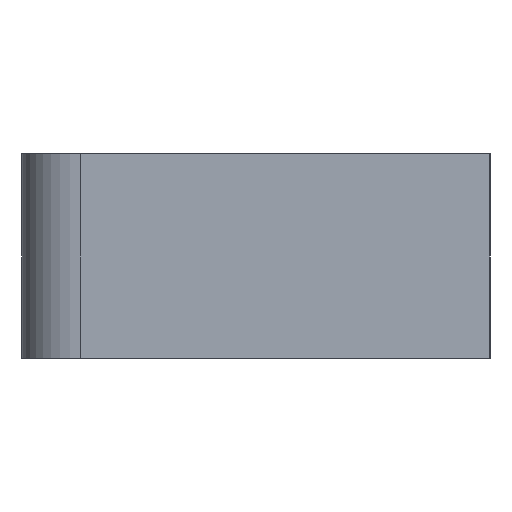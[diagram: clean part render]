
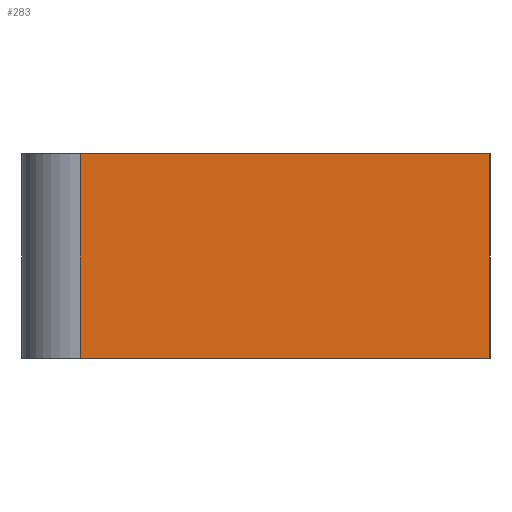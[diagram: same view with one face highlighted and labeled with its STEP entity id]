
A CAD part, left-side view. The second image highlights one B-rep face of the part: STEP entity #283.
In plain terms, the highlighted planar face has unit normal (-1, 0, 0).
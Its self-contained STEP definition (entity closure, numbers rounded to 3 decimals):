
#26=FACE_OUTER_BOUND('',#43,.T.);
#43=EDGE_LOOP('',(#208,#209,#210,#211));
#73=LINE('',#445,#102);
#76=LINE('',#458,#105);
#78=LINE('',#462,#107);
#79=LINE('',#463,#108);
#102=VECTOR('',#359,10.);
#105=VECTOR('',#370,10.);
#107=VECTOR('',#374,10.);
#108=VECTOR('',#375,10.);
#130=VERTEX_POINT('',#436);
#134=VERTEX_POINT('',#443);
#140=VERTEX_POINT('',#456);
#141=VERTEX_POINT('',#461);
#160=EDGE_CURVE('',#134,#130,#73,.T.);
#166=EDGE_CURVE('',#140,#134,#76,.T.);
#168=EDGE_CURVE('',#141,#140,#78,.T.);
#169=EDGE_CURVE('',#130,#141,#79,.T.);
#208=ORIENTED_EDGE('',*,*,#166,.F.);
#209=ORIENTED_EDGE('',*,*,#168,.F.);
#210=ORIENTED_EDGE('',*,*,#169,.F.);
#211=ORIENTED_EDGE('',*,*,#160,.F.);
#271=PLANE('',#325);
#283=ADVANCED_FACE('',(#26),#271,.T.);
#325=AXIS2_PLACEMENT_3D('',#460,#372,#373);
#359=DIRECTION('',(0.,-1.,0.));
#370=DIRECTION('',(0.,0.,1.));
#372=DIRECTION('center_axis',(-1.,0.,0.));
#373=DIRECTION('ref_axis',(0.,1.,0.));
#374=DIRECTION('',(0.,1.,0.));
#375=DIRECTION('',(0.,0.,-1.));
#436=CARTESIAN_POINT('',(-41.024,56.458,43.121));
#443=CARTESIAN_POINT('',(-41.024,70.458,43.121));
#445=CARTESIAN_POINT('',(-41.024,70.458,43.121));
#456=CARTESIAN_POINT('',(-41.024,70.458,36.121));
#458=CARTESIAN_POINT('',(-41.024,70.458,41.121));
#460=CARTESIAN_POINT('Origin',(-41.024,56.458,41.121));
#461=CARTESIAN_POINT('',(-41.024,56.458,36.121));
#462=CARTESIAN_POINT('',(-41.024,56.458,36.121));
#463=CARTESIAN_POINT('',(-41.024,56.458,41.121));
